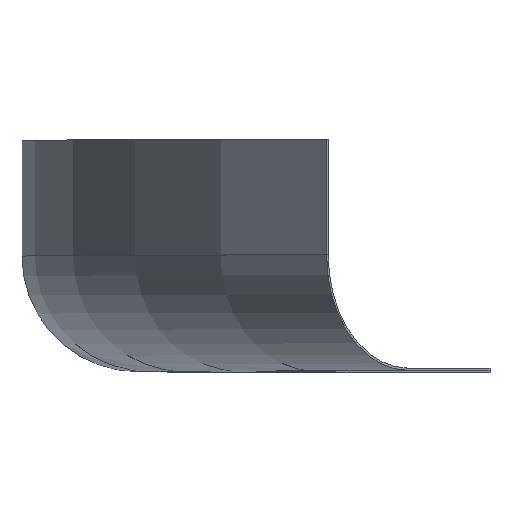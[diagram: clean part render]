
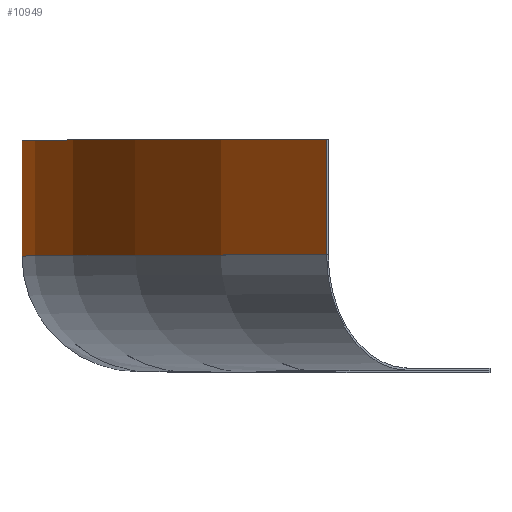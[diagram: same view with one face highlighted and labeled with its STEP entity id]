
A CAD part, top view. The second image highlights one B-rep face of the part: STEP entity #10949.
In plain terms, the highlighted cylindrical face has radius 4500 mm (diameter 9000 mm), a partial arc.
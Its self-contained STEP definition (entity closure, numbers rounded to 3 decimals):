
#1785=FACE_OUTER_BOUND('',#2448,.T.);
#2448=EDGE_LOOP('',(#9979,#9980,#9981,#9982));
#3175=LINE('',#20587,#3905);
#3176=LINE('',#20588,#3906);
#3905=VECTOR('',#15773,10.);
#3906=VECTOR('',#15774,10.);
#4578=CIRCLE('',#12365,4500.);
#4583=CIRCLE('',#12372,4500.);
#5449=VERTEX_POINT('',#20564);
#5450=VERTEX_POINT('',#20566);
#5456=VERTEX_POINT('',#20581);
#5457=VERTEX_POINT('',#20583);
#6959=EDGE_CURVE('',#5449,#5450,#4578,.T.);
#6968=EDGE_CURVE('',#5456,#5457,#4583,.T.);
#6969=EDGE_CURVE('',#5456,#5449,#3175,.T.);
#6970=EDGE_CURVE('',#5450,#5457,#3176,.T.);
#9979=ORIENTED_EDGE('',*,*,#6969,.F.);
#9980=ORIENTED_EDGE('',*,*,#6968,.T.);
#9981=ORIENTED_EDGE('',*,*,#6970,.F.);
#9982=ORIENTED_EDGE('',*,*,#6959,.F.);
#10303=CYLINDRICAL_SURFACE('',#12373,4500.);
#10949=ADVANCED_FACE('',(#1785),#10303,.T.);
#12365=AXIS2_PLACEMENT_3D('',#20567,#15751,#15752);
#12372=AXIS2_PLACEMENT_3D('',#20585,#15769,#15770);
#12373=AXIS2_PLACEMENT_3D('',#20586,#15771,#15772);
#15751=DIRECTION('center_axis',(0.,-1.,0.));
#15752=DIRECTION('ref_axis',(-0.707,0.,0.707));
#15769=DIRECTION('center_axis',(0.,-1.,0.));
#15770=DIRECTION('ref_axis',(-0.707,0.,0.707));
#15771=DIRECTION('center_axis',(0.,-1.,0.));
#15772=DIRECTION('ref_axis',(-0.707,0.,0.707));
#15773=DIRECTION('',(0.,-1.,0.));
#15774=DIRECTION('',(0.,1.,0.));
#20564=CARTESIAN_POINT('',(568.019,500.,3181.981));
#20566=CARTESIAN_POINT('',(568.019,500.,-3181.981));
#20567=CARTESIAN_POINT('Origin',(3750.,500.,0.));
#20581=CARTESIAN_POINT('',(568.019,1000.,3181.981));
#20583=CARTESIAN_POINT('',(568.019,1000.,-3181.981));
#20585=CARTESIAN_POINT('Origin',(3750.,1000.,0.));
#20586=CARTESIAN_POINT('Origin',(3750.,750.,0.));
#20587=CARTESIAN_POINT('',(568.019,1000.,3181.981));
#20588=CARTESIAN_POINT('',(568.019,1000.,-3181.981));
